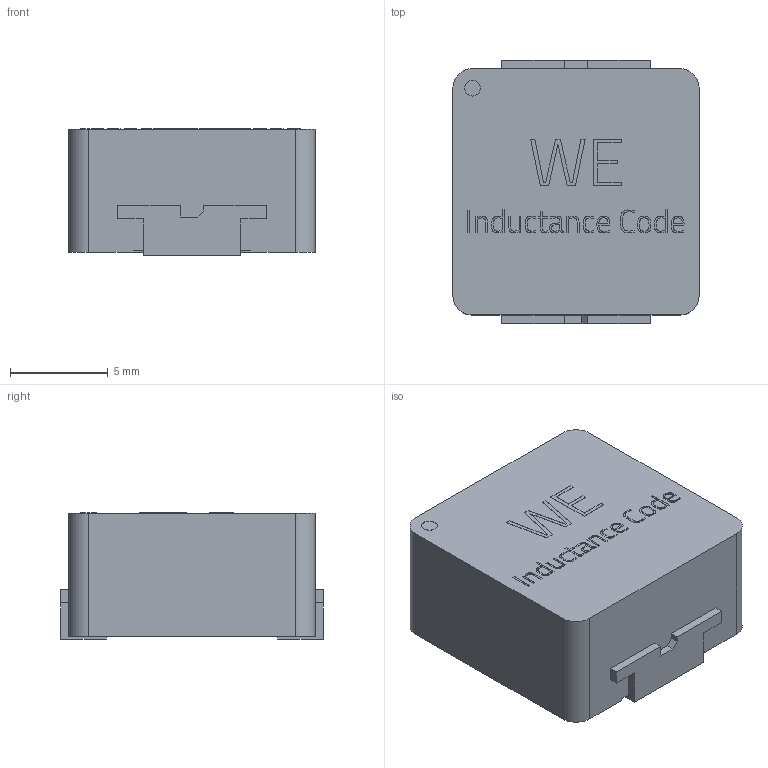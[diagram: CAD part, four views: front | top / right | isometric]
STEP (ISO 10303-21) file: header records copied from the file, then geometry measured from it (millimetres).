
FILE_DESCRIPTION(/* description */ ('Unknown'),/* implementation_level */ '2;1');
FILE_NAME(/* name */ '784373865xxx',/* time_stamp */ '2024-03-08T13:37:49+01:00',/* author */ ('Unknown'),/* organization */ ('Unknown'),/* preprocessor_version */ 'ST-DEVELOPER v16.7',/* originating_system */ 'Solid Edge',/* authorisation */ 'Unknown');
FILE_SCHEMA (('AUTOMOTIVE_DESIGN {1 0 10303 214 3 1 1}'));
Length unit declared in the file: millimetre
Products named in the file (1): 784373865xxx
Bounding box: 12.6 x 13.45 x 6.46 mm (x, y, z)
Volume: 1008.4 mm3; surface area: 649.5 mm2
Topology: 1 solids, 1 shells, 197 faces, 516 edges, 344 vertices
Faces by surface type: plane 153, bspline 39, cylinder 5
Full cylindrical faces by diameter (mm): 0.8 x1
Entity records: 8693 total; most frequent: CARTESIAN_POINT 3040, ORIENTED_EDGE 1026, DIRECTION 589, EDGE_CURVE 513, VERTEX_POINT 344, B_SPLINE_CURVE_WITH_KNOTS 252, LINE 251, VECTOR 251
